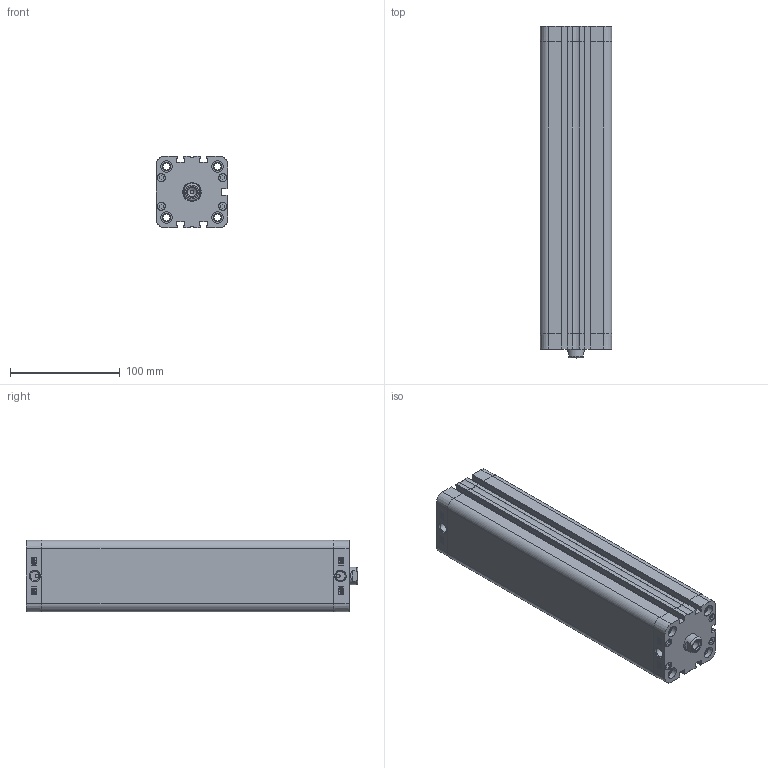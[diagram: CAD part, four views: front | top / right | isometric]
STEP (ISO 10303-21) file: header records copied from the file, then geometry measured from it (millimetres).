
FILE_DESCRIPTION((''),'2;1');
FILE_NAME('PDM050.250.GS.F.stp','2013-02-01T15:36:13',('Administrator'),(''),'Autodesk Inventor 2012','Autodesk Inventor 2012','');
FILE_SCHEMA(('CONFIG_CONTROL_DESIGN'));
Length unit declared in the file: millimetre
Products named in the file (1): PDM050.250.GS.F
Bounding box: 65.5 x 303 x 65.5 mm (x, y, z)
Volume: 519523.4 mm3; surface area: 209814.1 mm2
Topology: 2 solids, 6 shells, 776 faces, 1855 edges, 1165 vertices
Faces by surface type: plane 334, bspline 196, cylinder 130, torus 54, cone 46, sphere 16
Full cylindrical faces by diameter (mm): 3.5 x2, 5.2 x4, 6.647 x8, 7.5 x8, 7.7 x8, 8.047 x4, 8.376 x1, 8.566 x2, 10.5 x8, 12 x1, 16 x1, 16.5 x1, 50 x1, 52.4 x1, 52.6 x1
Entity records: 25525 total; most frequent: CARTESIAN_POINT 8470, ORIENTED_EDGE 3482, DIRECTION 2852, EDGE_CURVE 1741, VERTEX_POINT 1145, AXIS2_PLACEMENT_3D 971, EDGE_LOOP 956, VECTOR 910
